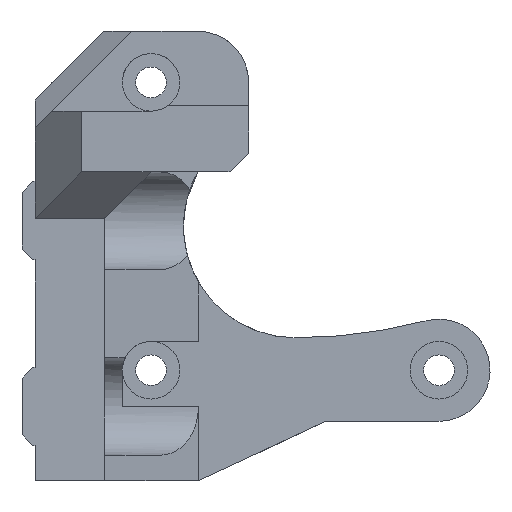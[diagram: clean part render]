
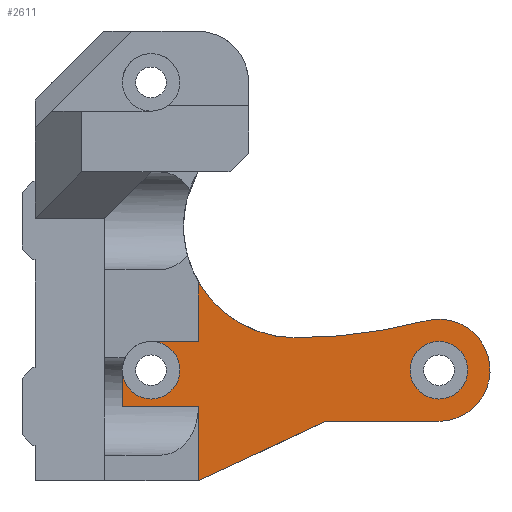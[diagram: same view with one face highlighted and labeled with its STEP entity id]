
A CAD part, front view. The second image highlights one B-rep face of the part: STEP entity #2611.
In plain terms, the highlighted planar face has unit normal (0, -1, 0).
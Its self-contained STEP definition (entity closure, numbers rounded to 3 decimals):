
#66=FACE_BOUND('',#336,.T.);
#83=CIRCLE('',#2788,12.);
#93=CIRCLE('',#2824,3.1);
#94=CIRCLE('',#2825,5.5);
#95=CIRCLE('',#2826,55.563);
#96=CIRCLE('',#2827,3.1);
#169=FACE_OUTER_BOUND('',#335,.T.);
#335=EDGE_LOOP('',(#2009,#2010,#2011,#2012,#2013,#2014,#2015,#2016,#2017,
#2018,#2019));
#336=EDGE_LOOP('',(#2020));
#554=LINE('',#3907,#872);
#570=LINE('',#3993,#888);
#571=LINE('',#3999,#889);
#579=LINE('',#4017,#897);
#590=LINE('',#4054,#908);
#599=LINE('',#4073,#917);
#600=LINE('',#4078,#918);
#872=VECTOR('',#3138,10.);
#888=VECTOR('',#3210,10.);
#889=VECTOR('',#3215,10.);
#897=VECTOR('',#3231,10.);
#908=VECTOR('',#3264,10.);
#917=VECTOR('',#3281,10.);
#918=VECTOR('',#3288,10.);
#1153=VERTEX_POINT('',#3884);
#1159=VERTEX_POINT('',#3905);
#1173=VERTEX_POINT('',#3955);
#1174=VERTEX_POINT('',#3957);
#1183=VERTEX_POINT('',#3989);
#1184=VERTEX_POINT('',#3991);
#1185=VERTEX_POINT('',#3995);
#1187=VERTEX_POINT('',#3998);
#1202=VERTEX_POINT('',#4052);
#1209=VERTEX_POINT('',#4077);
#1210=VERTEX_POINT('',#4079);
#1211=VERTEX_POINT('',#4082);
#1435=EDGE_CURVE('',#1153,#1159,#554,.T.);
#1454=EDGE_CURVE('',#1174,#1173,#83,.T.);
#1471=EDGE_CURVE('',#1184,#1183,#570,.T.);
#1473=EDGE_CURVE('',#1185,#1187,#571,.T.);
#1483=EDGE_CURVE('',#1173,#1183,#579,.T.);
#1500=EDGE_CURVE('',#1202,#1185,#590,.T.);
#1510=EDGE_CURVE('',#1202,#1153,#599,.T.);
#1511=EDGE_CURVE('',#1187,#1184,#93,.T.);
#1512=EDGE_CURVE('',#1159,#1209,#600,.T.);
#1513=EDGE_CURVE('',#1210,#1209,#94,.T.);
#1514=EDGE_CURVE('',#1210,#1174,#95,.T.);
#1515=EDGE_CURVE('',#1211,#1211,#96,.T.);
#2009=ORIENTED_EDGE('',*,*,#1483,.T.);
#2010=ORIENTED_EDGE('',*,*,#1471,.F.);
#2011=ORIENTED_EDGE('',*,*,#1511,.F.);
#2012=ORIENTED_EDGE('',*,*,#1473,.F.);
#2013=ORIENTED_EDGE('',*,*,#1500,.F.);
#2014=ORIENTED_EDGE('',*,*,#1510,.T.);
#2015=ORIENTED_EDGE('',*,*,#1435,.T.);
#2016=ORIENTED_EDGE('',*,*,#1512,.T.);
#2017=ORIENTED_EDGE('',*,*,#1513,.F.);
#2018=ORIENTED_EDGE('',*,*,#1514,.T.);
#2019=ORIENTED_EDGE('',*,*,#1454,.T.);
#2020=ORIENTED_EDGE('',*,*,#1515,.F.);
#2467=PLANE('',#2823);
#2611=ADVANCED_FACE('',(#169,#66),#2467,.F.);
#2788=AXIS2_PLACEMENT_3D('',#3958,#3172,#3173);
#2823=AXIS2_PLACEMENT_3D('',#4075,#3284,#3285);
#2824=AXIS2_PLACEMENT_3D('',#4076,#3286,#3287);
#2825=AXIS2_PLACEMENT_3D('',#4080,#3289,#3290);
#2826=AXIS2_PLACEMENT_3D('',#4081,#3291,#3292);
#2827=AXIS2_PLACEMENT_3D('',#4083,#3293,#3294);
#3138=DIRECTION('',(0.906,0.,0.423));
#3172=DIRECTION('center_axis',(0.,1.,0.));
#3173=DIRECTION('ref_axis',(0.,0.,-1.));
#3210=DIRECTION('',(1.,0.,0.));
#3215=DIRECTION('',(0.,0.,1.));
#3231=DIRECTION('',(0.,0.,-1.));
#3264=DIRECTION('',(-1.,0.,0.));
#3281=DIRECTION('',(0.,0.,-1.));
#3284=DIRECTION('center_axis',(0.,1.,0.));
#3285=DIRECTION('ref_axis',(1.,0.,0.));
#3286=DIRECTION('center_axis',(0.,-1.,0.));
#3287=DIRECTION('ref_axis',(1.,0.,0.));
#3288=DIRECTION('',(1.,0.,0.));
#3289=DIRECTION('center_axis',(0.,1.,0.));
#3290=DIRECTION('ref_axis',(-0.254,0.,0.967));
#3291=DIRECTION('center_axis',(0.,1.,0.));
#3292=DIRECTION('ref_axis',(0.254,0.,-0.967));
#3293=DIRECTION('center_axis',(0.,-1.,0.));
#3294=DIRECTION('ref_axis',(1.,0.,0.));
#3884=CARTESIAN_POINT('',(5.1,0.,-11.9));
#3905=CARTESIAN_POINT('',(18.825,0.,-5.5));
#3907=CARTESIAN_POINT('',(5.1,0.,-11.9));
#3955=CARTESIAN_POINT('',(5.1,0.,9.513));
#3957=CARTESIAN_POINT('',(15.5,0.,3.5));
#3958=CARTESIAN_POINT('Origin',(15.5,0.,15.5));
#3989=CARTESIAN_POINT('',(5.1,0.,3.1));
#3991=CARTESIAN_POINT('',(0.,0.,3.1));
#3993=CARTESIAN_POINT('',(0.,0.,3.1));
#3995=CARTESIAN_POINT('',(-3.1,0.,-3.9));
#3998=CARTESIAN_POINT('',(-3.1,0.,0.));
#3999=CARTESIAN_POINT('',(-3.1,0.,-3.9));
#4017=CARTESIAN_POINT('',(5.1,0.,16.825));
#4052=CARTESIAN_POINT('',(5.1,0.,-3.9));
#4054=CARTESIAN_POINT('',(-5.,0.,-3.9));
#4073=CARTESIAN_POINT('',(5.1,0.,16.825));
#4075=CARTESIAN_POINT('Origin',(11.3,0.,12.3));
#4076=CARTESIAN_POINT('Origin',(0.,0.,0.));
#4077=CARTESIAN_POINT('',(31.,0.,-5.5));
#4078=CARTESIAN_POINT('',(18.825,0.,-5.5));
#4079=CARTESIAN_POINT('',(29.604,0.,5.32));
#4080=CARTESIAN_POINT('Origin',(31.,0.,0.));
#4081=CARTESIAN_POINT('Origin',(15.5,0.,59.063));
#4082=CARTESIAN_POINT('',(27.9,0.,0.));
#4083=CARTESIAN_POINT('Origin',(31.,0.,0.));
